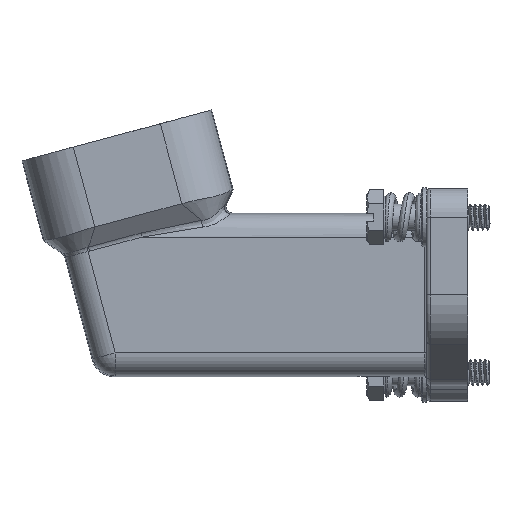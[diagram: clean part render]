
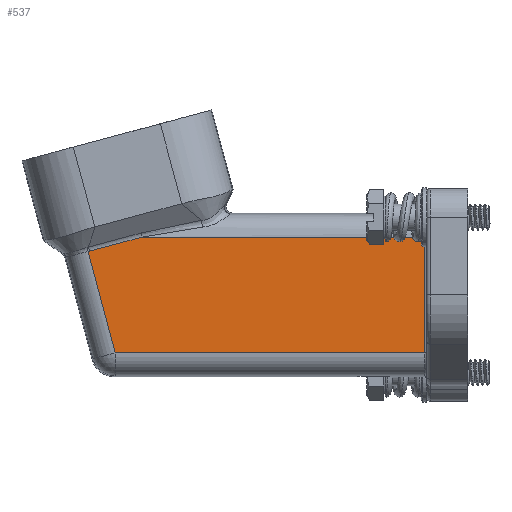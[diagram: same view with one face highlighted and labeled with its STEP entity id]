
A CAD part, left-side view. The second image highlights one B-rep face of the part: STEP entity #537.
In plain terms, the highlighted planar face has unit normal (-1, 0, 0).
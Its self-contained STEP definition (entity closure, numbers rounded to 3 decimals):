
#537=ADVANCED_FACE('',(#1126),#910,.T.);
#910=PLANE('',#7408);
#1126=FACE_OUTER_BOUND('',#1544,.T.);
#1544=EDGE_LOOP('',(#3010,#3011,#3012,#3013,#3014,#3015));
#1965=B_SPLINE_CURVE_WITH_KNOTS('',3,(#12514,#12515,#12516,#12517,#12518,
#12519),.UNSPECIFIED.,.F.,.F.,(4,1,1,4),(0.,0.333,0.667,
1.),.UNSPECIFIED.);
#3010=ORIENTED_EDGE('',*,*,#5511,.T.);
#3011=ORIENTED_EDGE('',*,*,#5519,.F.);
#3012=ORIENTED_EDGE('',*,*,#5524,.T.);
#3013=ORIENTED_EDGE('',*,*,#5523,.T.);
#3014=ORIENTED_EDGE('',*,*,#5525,.T.);
#3015=ORIENTED_EDGE('',*,*,#5526,.F.);
#4756=VERTEX_POINT('',#12503);
#4758=VERTEX_POINT('',#12513);
#4763=VERTEX_POINT('',#12609);
#4764=VERTEX_POINT('',#12613);
#4767=VERTEX_POINT('',#12618);
#4768=VERTEX_POINT('',#12623);
#5511=EDGE_CURVE('',#4756,#4758,#1965,.T.);
#5519=EDGE_CURVE('',#4763,#4758,#6438,.T.);
#5523=EDGE_CURVE('',#4764,#4767,#6440,.T.);
#5524=EDGE_CURVE('',#4763,#4764,#6441,.T.);
#5525=EDGE_CURVE('',#4767,#4768,#6442,.T.);
#5526=EDGE_CURVE('',#4756,#4768,#6443,.T.);
#6438=LINE('',#12610,#6935);
#6440=LINE('',#12619,#6937);
#6441=LINE('',#12621,#6938);
#6442=LINE('',#12622,#6939);
#6443=LINE('',#12624,#6940);
#6935=VECTOR('',#8394,1.);
#6937=VECTOR('',#8402,1.);
#6938=VECTOR('',#8405,1.);
#6939=VECTOR('',#8406,1.);
#6940=VECTOR('',#8407,1.);
#7408=AXIS2_PLACEMENT_3D('',#12625,#8408,#8409);
#8394=DIRECTION('',(0.,0.259,0.966));
#8402=DIRECTION('',(0.,0.,1.));
#8405=DIRECTION('',(0.,-1.,0.));
#8406=DIRECTION('',(0.,1.,0.));
#8407=DIRECTION('',(0.,-0.966,0.259));
#8408=DIRECTION('',(-1.,0.,0.));
#8409=DIRECTION('',(0.,0.,1.));
#12503=CARTESIAN_POINT('',(-49.292,53.752,30.343));
#12513=CARTESIAN_POINT('',(-49.292,53.96,30.293));
#12514=CARTESIAN_POINT('',(-49.292,53.752,30.343));
#12515=CARTESIAN_POINT('',(-49.292,53.776,30.337));
#12516=CARTESIAN_POINT('',(-49.292,53.822,30.325));
#12517=CARTESIAN_POINT('',(-49.292,53.891,30.308));
#12518=CARTESIAN_POINT('',(-49.292,53.937,30.298));
#12519=CARTESIAN_POINT('',(-49.292,53.96,30.293));
#12609=CARTESIAN_POINT('',(-49.292,49.813,14.819));
#12610=CARTESIAN_POINT('',(-49.292,49.813,14.819));
#12613=CARTESIAN_POINT('',(-49.292,2.55,14.819));
#12618=CARTESIAN_POINT('',(-49.292,2.55,32.504));
#12619=CARTESIAN_POINT('',(-49.292,2.55,14.819));
#12621=CARTESIAN_POINT('',(-49.292,49.813,14.819));
#12622=CARTESIAN_POINT('',(-49.292,2.55,32.504));
#12623=CARTESIAN_POINT('',(-49.292,45.688,32.504));
#12624=CARTESIAN_POINT('',(-49.292,53.752,30.343));
#12625=CARTESIAN_POINT('',(-49.292,11.22,14.662));
